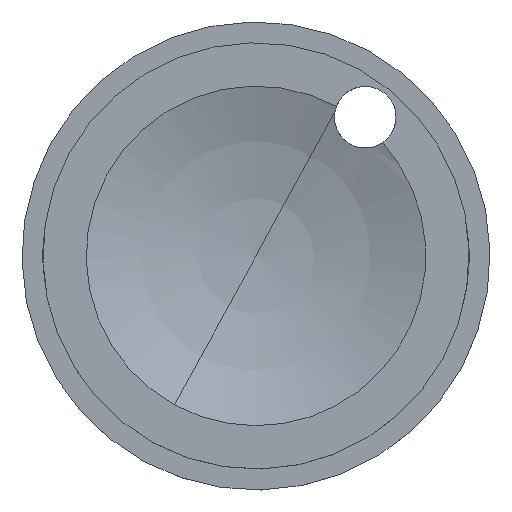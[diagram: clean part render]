
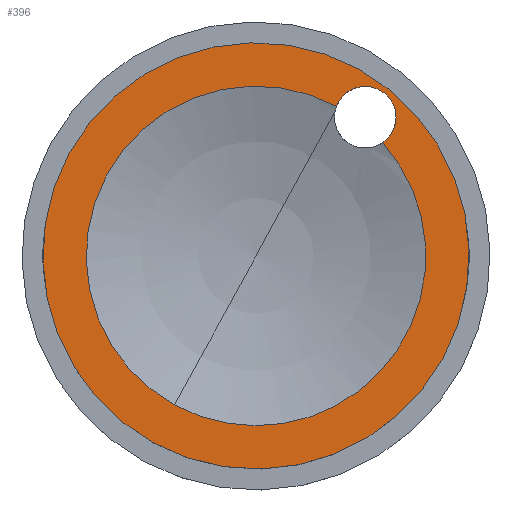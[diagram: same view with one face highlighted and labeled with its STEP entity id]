
A CAD part, top view. The second image highlights one B-rep face of the part: STEP entity #396.
In plain terms, the highlighted planar face has unit normal (0, 0, 1).
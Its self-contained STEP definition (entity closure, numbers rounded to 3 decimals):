
#49=CARTESIAN_POINT('Vertex',(-10.533,-19.281,4.763)) ;
#52=CARTESIAN_POINT('Axis2P3D Location',(0.,0.,4.763)) ;
#56=CARTESIAN_POINT('Vertex',(10.533,19.281,4.763)) ;
#177=CARTESIAN_POINT('Axis2P3D Location',(0.,0.,4.763)) ;
#353=CARTESIAN_POINT('Axis2P3D Location',(0.,21.971,4.763)) ;
#362=CARTESIAN_POINT('Axis2P3D Location',(11.262,14.299,4.763)) ;
#366=CARTESIAN_POINT('Vertex',(14.437,14.299,4.763)) ;
#368=CARTESIAN_POINT('Vertex',(8.291,15.418,4.763)) ;
#371=CARTESIAN_POINT('Axis2P3D Location',(11.262,14.299,4.763)) ;
#375=CARTESIAN_POINT('Vertex',(13.046,11.673,4.763)) ;
#378=CARTESIAN_POINT('Axis2P3D Location',(0.,0.,4.763)) ;
#382=CARTESIAN_POINT('Vertex',(-8.393,-15.363,4.763)) ;
#385=CARTESIAN_POINT('Axis2P3D Location',(0.,0.,4.763)) ;
#53=DIRECTION('Axis2P3D Direction',(0.,0.,-1.)) ;
#178=DIRECTION('Axis2P3D Direction',(0.,0.,-1.)) ;
#354=DIRECTION('Axis2P3D Direction',(0.,0.,-1.)) ;
#355=DIRECTION('Axis2P3D XDirection',(1.,0.,0.)) ;
#363=DIRECTION('Axis2P3D Direction',(0.,0.,-1.)) ;
#372=DIRECTION('Axis2P3D Direction',(0.,0.,-1.)) ;
#379=DIRECTION('Axis2P3D Direction',(0.,0.,-1.)) ;
#386=DIRECTION('Axis2P3D Direction',(0.,0.,-1.)) ;
#54=AXIS2_PLACEMENT_3D('Circle Axis2P3D',#52,#53,$) ;
#179=AXIS2_PLACEMENT_3D('Circle Axis2P3D',#177,#178,$) ;
#356=AXIS2_PLACEMENT_3D('Plane Axis2P3D',#353,#354,#355) ;
#364=AXIS2_PLACEMENT_3D('Circle Axis2P3D',#362,#363,$) ;
#373=AXIS2_PLACEMENT_3D('Circle Axis2P3D',#371,#372,$) ;
#380=AXIS2_PLACEMENT_3D('Circle Axis2P3D',#378,#379,$) ;
#387=AXIS2_PLACEMENT_3D('Circle Axis2P3D',#385,#386,$) ;
#55=CIRCLE('generated circle',#54,21.971) ;
#180=CIRCLE('generated circle',#179,21.971) ;
#365=CIRCLE('generated circle',#364,3.175) ;
#374=CIRCLE('generated circle',#373,3.175) ;
#381=CIRCLE('generated circle',#380,17.506) ;
#388=CIRCLE('generated circle',#387,17.506) ;
#357=PLANE('',#356) ;
#395=FACE_BOUND('',#390,.T.) ;
#58=EDGE_CURVE('',#50,#57,#55,.T.) ;
#181=EDGE_CURVE('',#57,#50,#180,.T.) ;
#370=EDGE_CURVE('',#367,#369,#365,.F.) ;
#377=EDGE_CURVE('',#376,#367,#374,.F.) ;
#384=EDGE_CURVE('',#376,#383,#381,.T.) ;
#389=EDGE_CURVE('',#383,#369,#388,.T.) ;
#359=ORIENTED_EDGE('',*,*,#181,.F.) ;
#360=ORIENTED_EDGE('',*,*,#58,.F.) ;
#391=ORIENTED_EDGE('',*,*,#370,.F.) ;
#392=ORIENTED_EDGE('',*,*,#377,.F.) ;
#393=ORIENTED_EDGE('',*,*,#384,.T.) ;
#394=ORIENTED_EDGE('',*,*,#389,.T.) ;
#358=EDGE_LOOP('',(#359,#360)) ;
#390=EDGE_LOOP('',(#391,#392,#393,#394)) ;
#50=VERTEX_POINT('',#49) ;
#57=VERTEX_POINT('',#56) ;
#367=VERTEX_POINT('',#366) ;
#369=VERTEX_POINT('',#368) ;
#376=VERTEX_POINT('',#375) ;
#383=VERTEX_POINT('',#382) ;
#396=ADVANCED_FACE('PartBody',(#361,#395),#357,.F.) ;
#361=FACE_OUTER_BOUND('',#358,.T.) ;
